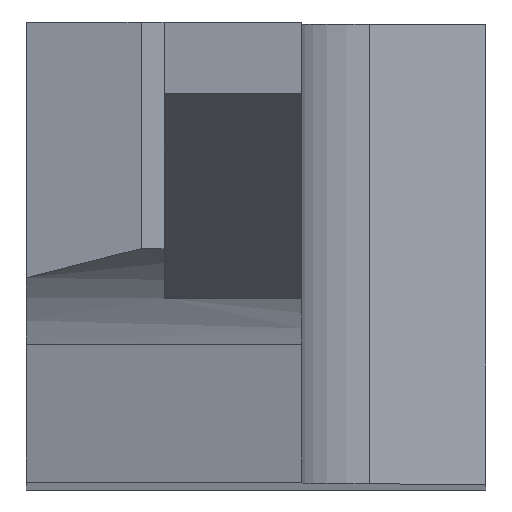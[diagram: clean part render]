
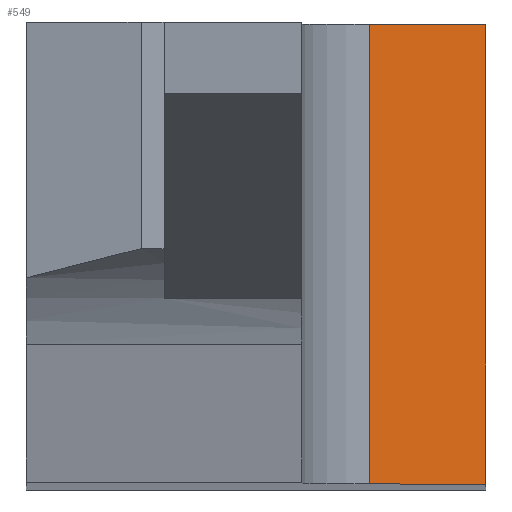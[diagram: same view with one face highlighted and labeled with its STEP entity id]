
A CAD part, top view. The second image highlights one B-rep face of the part: STEP entity #549.
In plain terms, the highlighted planar face has unit normal (0.707, 0, 0.707).
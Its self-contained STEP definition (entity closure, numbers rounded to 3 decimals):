
#68 = DIRECTION ( 'NONE',  ( -0.707, 0., 0.707 ) ) ;
#73 = DIRECTION ( 'NONE',  ( 0., -1., 0. ) ) ;
#128 = DIRECTION ( 'NONE',  ( 0., -1., 0. ) ) ;
#141 = VERTEX_POINT ( 'NONE', #371 ) ;
#155 = VERTEX_POINT ( 'NONE', #593 ) ;
#199 = VECTOR ( 'NONE', #68, 1000. ) ;
#252 = CARTESIAN_POINT ( 'NONE',  ( 41.464, 10., -58.536 ) ) ;
#257 = EDGE_CURVE ( 'Defeature ausgef�hrt2_2+Defeature ausgef�hrt2_7+Defeature ausgef�hrt2_5+Defeature ausgef�hrt2_8', #141, #527, #1287, .T. ) ;
#268 = LINE ( 'NONE', #252, #597 ) ;
#276 = ORIENTED_EDGE ( 'NONE', *, *, #889, .F. ) ;
#338 = ORIENTED_EDGE ( 'NONE', *, *, #606, .T. ) ;
#371 = CARTESIAN_POINT ( 'NONE',  ( 10., 0., -27.071 ) ) ;
#408 = AXIS2_PLACEMENT_3D ( 'NONE', #576, #664, #1008 ) ;
#462 = CARTESIAN_POINT ( 'NONE',  ( 41.464, 0., -58.536 ) ) ;
#465 = CARTESIAN_POINT ( 'NONE',  ( 10., 10., -27.071 ) ) ;
#477 = ORIENTED_EDGE ( 'NONE', *, *, #754, .F. ) ;
#527 = VERTEX_POINT ( 'NONE', #710 ) ;
#547 = PLANE ( 'NONE',  #408 ) ;
#549 = ADVANCED_FACE ( 'Defeature ausgef�hrt2_7', ( #999 ), #547, .T. ) ;
#556 = DIRECTION ( 'NONE',  ( 0.707, 0., -0.707 ) ) ;
#576 = CARTESIAN_POINT ( 'NONE',  ( 10., 136.244, -27.071 ) ) ;
#593 = CARTESIAN_POINT ( 'NONE',  ( 7.464, 10., -24.536 ) ) ;
#597 = VECTOR ( 'NONE', #556, 1000. ) ;
#606 = EDGE_CURVE ( 'Defeature ausgef�hrt2_7+Defeature ausgef�hrt2_8+Defeature ausgef�hrt2_1+Defeature ausgef�hrt2_2', #155, #527, #926, .T. ) ;
#643 = VERTEX_POINT ( 'NONE', #465 ) ;
#664 = DIRECTION ( 'NONE',  ( 0.707, 0., 0.707 ) ) ;
#678 = ORIENTED_EDGE ( 'NONE', *, *, #257, .F. ) ;
#700 = CARTESIAN_POINT ( 'NONE',  ( 7.464, 136.244, -24.536 ) ) ;
#710 = CARTESIAN_POINT ( 'NONE',  ( 7.464, 0., -24.536 ) ) ;
#754 = EDGE_CURVE ( 'Defeature ausgef�hrt2_1+Defeature ausgef�hrt2_7+Defeature ausgef�hrt2_8+Defeature ausgef�hrt2_5', #155, #643, #268, .T. ) ;
#853 = EDGE_LOOP ( 'NONE', ( #477, #338, #678, #276 ) ) ;
#889 = EDGE_CURVE ( 'Defeature ausgef�hrt2_5+Defeature ausgef�hrt2_7+Defeature ausgef�hrt2_1+Defeature ausgef�hrt2_2', #643, #141, #1023, .T. ) ;
#926 = LINE ( 'NONE', #700, #1177 ) ;
#999 = FACE_OUTER_BOUND ( 'NONE', #853, .T. ) ;
#1008 = DIRECTION ( 'NONE',  ( 0.707, 0., -0.707 ) ) ;
#1023 = LINE ( 'NONE', #1140, #1263 ) ;
#1140 = CARTESIAN_POINT ( 'NONE',  ( 10., 136.244, -27.071 ) ) ;
#1177 = VECTOR ( 'NONE', #73, 1000. ) ;
#1263 = VECTOR ( 'NONE', #128, 1000. ) ;
#1287 = LINE ( 'NONE', #462, #199 ) ;
